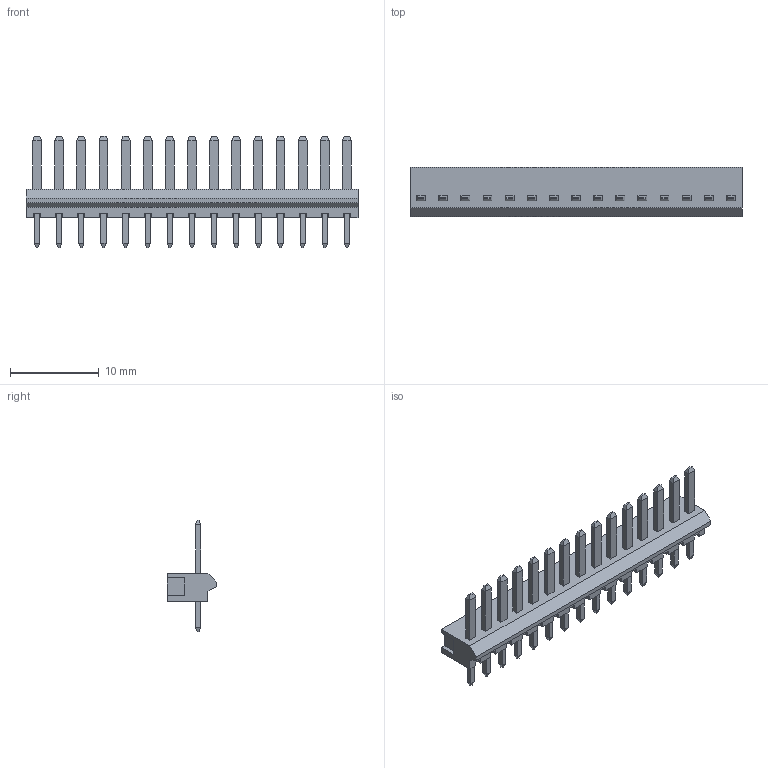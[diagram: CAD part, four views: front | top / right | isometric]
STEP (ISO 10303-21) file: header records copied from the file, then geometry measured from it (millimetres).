
FILE_DESCRIPTION(('FreeCAD Model'),'2;1');
FILE_NAME('Open CASCADE Shape Model','2021-07-29T09:54:11',( 'kicad StepUp'),('ksu MCAD'),'Open CASCADE STEP processor 7.4', 'FreeCAD','Unknown');
FILE_SCHEMA(('AUTOMOTIVE_DESIGN { 1 0 10303 214 1 1 1 1 }'));
Length unit declared in the file: millimetre
Products named in the file (1): JST_NH_B15P-SHF-1AA_1x15_P2.50mm_Vertical.copy
Bounding box: 37.5 x 5.6 x 12.6 mm (x, y, z)
Volume: 582.9 mm3; surface area: 1320.2 mm2
Topology: 31 solids, 31 shells, 447 faces, 993 edges, 622 vertices
Faces by surface type: plane 327, bspline 120
Entity records: 27223 total; most frequent: CARTESIAN_POINT 5385, DIRECTION 2659, LINE 2003, VECTOR 2003, ORIENTED_EDGE 1986, PCURVE 1986, DEFINITIONAL_REPRESENTATION 1986, EDGE_CURVE 993
